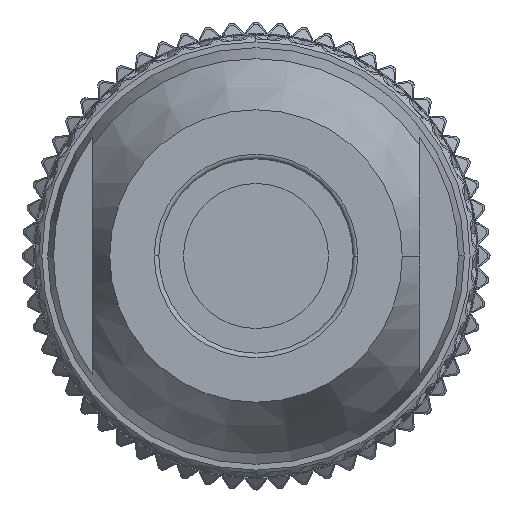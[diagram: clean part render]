
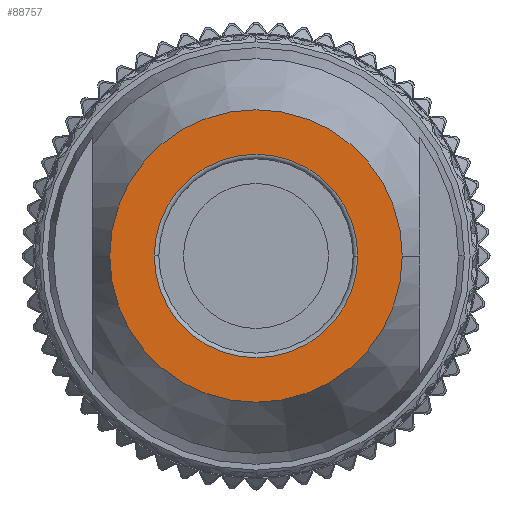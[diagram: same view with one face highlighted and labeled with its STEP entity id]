
A CAD part, front view. The second image highlights one B-rep face of the part: STEP entity #88757.
In plain terms, the highlighted planar face has unit normal (0, -1, 0).
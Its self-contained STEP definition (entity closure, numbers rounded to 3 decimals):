
#5834=CARTESIAN_POINT('',(0.,-52.45,0.));
#5835=DIRECTION('',(0.,-1.,0.));
#5836=DIRECTION('',(-1.,0.,0.));
#5837=AXIS2_PLACEMENT_3D('',#5834,#5835,#5836);
#5839=CARTESIAN_POINT('',(0.,-52.45,0.));
#5840=DIRECTION('',(0.,1.,0.));
#5841=DIRECTION('',(-1.,0.,0.));
#5842=AXIS2_PLACEMENT_3D('',#5839,#5840,#5841);
#5844=CARTESIAN_POINT('',(0.,-52.45,0.));
#5845=DIRECTION('',(0.,-1.,0.));
#5846=DIRECTION('',(1.,0.,0.));
#5847=AXIS2_PLACEMENT_3D('',#5844,#5845,#5846);
#5849=CARTESIAN_POINT('',(0.,-52.45,0.));
#5850=DIRECTION('',(0.,-1.,0.));
#5851=DIRECTION('',(-1.,0.,0.));
#5852=AXIS2_PLACEMENT_3D('',#5849,#5850,#5851);
#74067=CARTESIAN_POINT('',(-6.25,-52.45,0.));
#74068=CARTESIAN_POINT('',(6.25,-52.45,0.));
#74069=VERTEX_POINT('',#74067);
#74070=VERTEX_POINT('',#74068);
#74167=CARTESIAN_POINT('',(4.35,-52.45,0.));
#74168=CARTESIAN_POINT('',(-4.35,-52.45,0.));
#74169=VERTEX_POINT('',#74167);
#74170=VERTEX_POINT('',#74168);
#88742=CARTESIAN_POINT('',(0.,-52.45,0.));
#88743=DIRECTION('',(0.,-1.,0.));
#88744=DIRECTION('',(-1.,0.,0.));
#88745=AXIS2_PLACEMENT_3D('',#88742,#88743,#88744);
#88746=PLANE('',#88745);
#88748=ORIENTED_EDGE('',*,*,#88747,.F.);
#88750=ORIENTED_EDGE('',*,*,#88749,.T.);
#88751=EDGE_LOOP('',(#88748,#88750));
#88752=FACE_OUTER_BOUND('',#88751,.F.);
#88753=ORIENTED_EDGE('',*,*,#88698,.T.);
#88754=ORIENTED_EDGE('',*,*,#88683,.T.);
#88755=EDGE_LOOP('',(#88753,#88754));
#88756=FACE_BOUND('',#88755,.F.);
#88757=ADVANCED_FACE('',(#88752,#88756),#88746,.T.);
#5838=CIRCLE('',#5837,6.25);
#5843=CIRCLE('',#5842,6.25);
#5848=CIRCLE('',#5847,4.35);
#5853=CIRCLE('',#5852,4.35);
#88683=EDGE_CURVE('',#74170,#74169,#5853,.T.);
#88698=EDGE_CURVE('',#74169,#74170,#5848,.T.);
#88747=EDGE_CURVE('',#74069,#74070,#5838,.T.);
#88749=EDGE_CURVE('',#74069,#74070,#5843,.T.);
